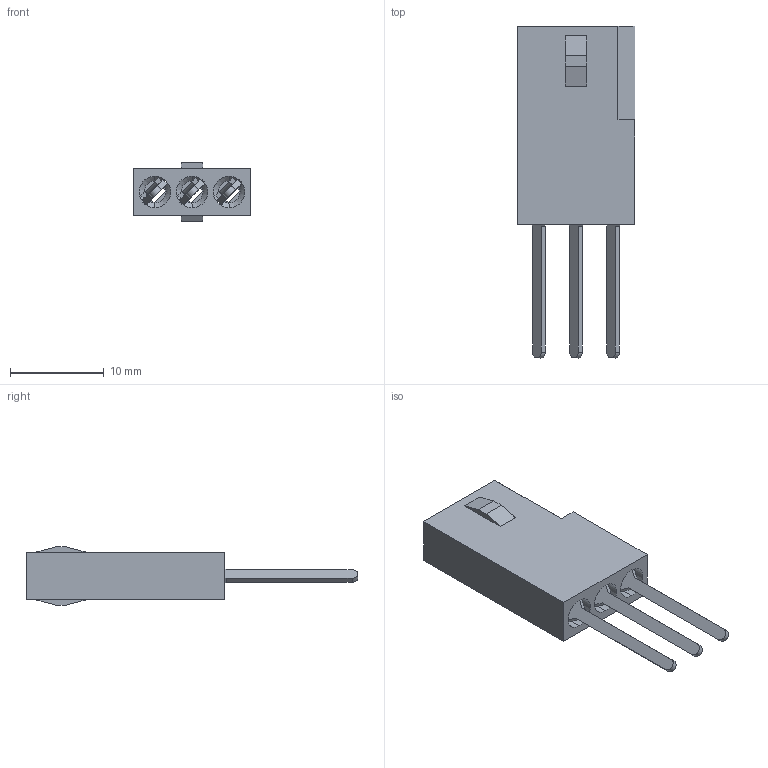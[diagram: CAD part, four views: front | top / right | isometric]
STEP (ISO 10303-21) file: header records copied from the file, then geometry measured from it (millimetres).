
FILE_DESCRIPTION (( 'STEP AP203' ), '1' );
FILE_NAME ('556-003-540-101.STEP', '2020-03-13T14:24:26', ( '' ), ( '' ), 'SwSTEP 2.0', 'SolidWorks 2016', '' );
FILE_SCHEMA (( 'CONFIG_CONTROL_DESIGN' ));
Length unit declared in the file: millimetre
Products named in the file (3): 556-210-001_556-003-000-101; 556-003-540-101; 516-292-001_540 Contact
Assembly tree (4 placements, depth 2):
  556-003-540-101
    556-210-001_556-003-000-101
    516-292-001_540 Contact  x3
Bounding box: 12.57 x 35.47 x 6.22 mm (x, y, z)
Volume: 1001.1 mm3; surface area: 2176.3 mm2
Topology: 4 solids, 4 shells, 314 faces, 900 edges, 596 vertices
Faces by surface type: plane 200, cylinder 90, bspline 18, cone 6
Entity records: 6116 total; most frequent: CARTESIAN_POINT 1374, ORIENTED_EDGE 968, DIRECTION 856, EDGE_CURVE 484, VERTEX_POINT 320, VECTOR 314, LINE 314, AXIS2_PLACEMENT_3D 271
